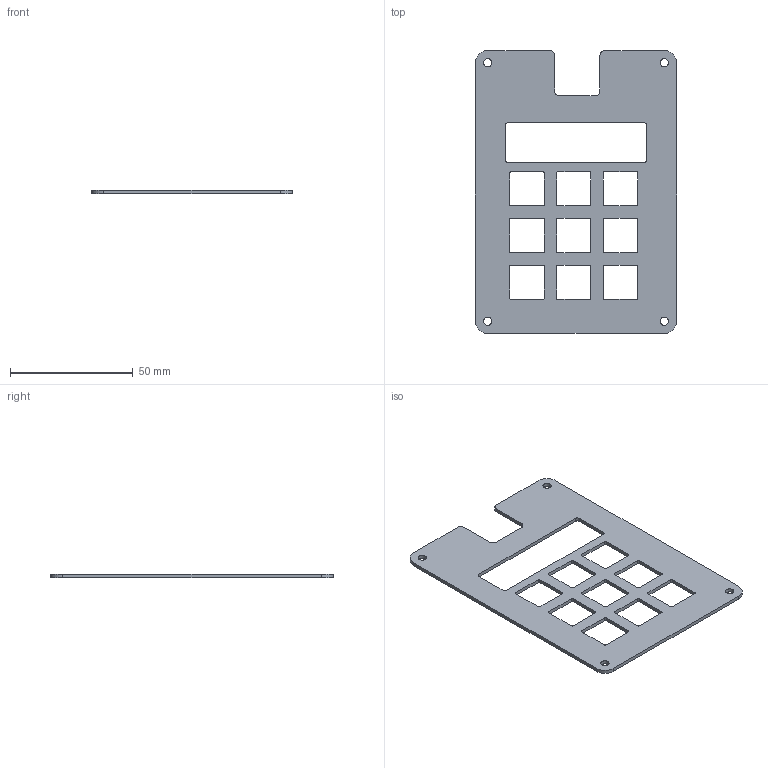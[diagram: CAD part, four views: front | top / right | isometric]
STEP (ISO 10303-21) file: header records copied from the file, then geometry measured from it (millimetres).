
FILE_DESCRIPTION(/* description */ (''),/* implementation_level */ '2;1');
FILE_NAME(/* name */ 'Top Plate.step',/* time_stamp */ '2025-06-12T15:44:41-04:00',/* author */ (''),/* organization */ (''),/* preprocessor_version */ 'ST-DEVELOPER v20.1',/* originating_system */ 'Autodesk Translation Framework v14.10.0.0',/* authorisation */ '');
FILE_SCHEMA (('AUTOMOTIVE_DESIGN { 1 0 10303 214 3 1 1 }'));
Length unit declared in the file: millimetre
Products named in the file (2): 2025-05-31-11-33-27-300; 2025-05-31-11-45-31-633
Assembly tree (1 placements, depth 2):
  2025-05-31-11-33-27-300
    2025-05-31-11-45-31-633
Bounding box: 81.91 x 115.25 x 1.5 mm (x, y, z)
Volume: 9531.2 mm3; surface area: 14364.6 mm2
Topology: 1 solids, 1 shells, 102 faces, 300 edges, 200 vertices
Faces by surface type: cylinder 52, plane 50
Full cylindrical faces by diameter (mm): 3.4 x4
Entity records: 3553 total; most frequent: DIRECTION 616, CARTESIAN_POINT 606, ORIENTED_EDGE 600, EDGE_CURVE 300, AXIS2_PLACEMENT_3D 210, VERTEX_POINT 200, LINE 196, VECTOR 196
